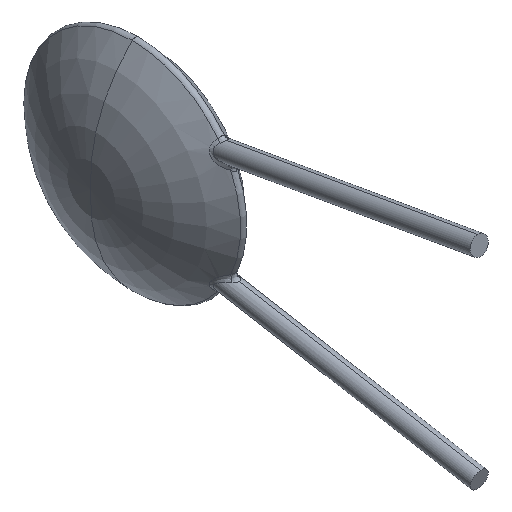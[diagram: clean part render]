
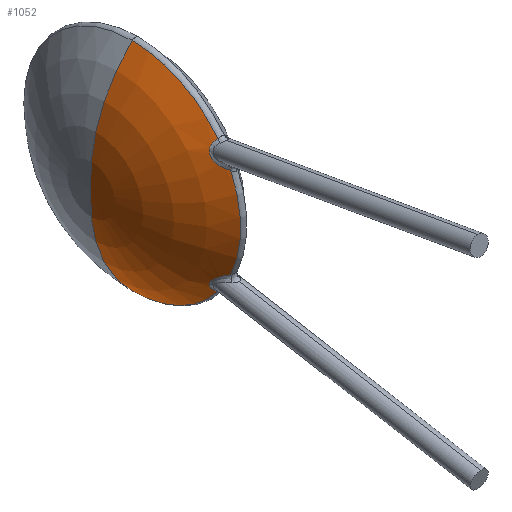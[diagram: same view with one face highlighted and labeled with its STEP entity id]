
A CAD part, isometric view. The second image highlights one B-rep face of the part: STEP entity #1052.
In plain terms, the highlighted toroidal (fillet/blend) face has major radius 0.213 mm and minor radius 3.099 mm.
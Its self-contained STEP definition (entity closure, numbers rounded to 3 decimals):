
#15 = CIRCLE ( 'NONE', #184, 2.434 ) ;
#70 = CARTESIAN_POINT ( 'NONE',  ( -0.07, -2.212, 1.016 ) ) ;
#75 = DIRECTION ( 'NONE',  ( 0., 0., -1. ) ) ;
#76 = CARTESIAN_POINT ( 'NONE',  ( -0.197, -2.02, -1.108 ) ) ;
#81 = CARTESIAN_POINT ( 'NONE',  ( 2.091, 0., -0.214 ) ) ;
#110 = EDGE_LOOP ( 'NONE', ( #1375, #1319, #852, #791, #816, #410, #1141 ) ) ;
#126 = EDGE_CURVE ( 'NONE', #672, #1279, #922, .T. ) ;
#142 = VERTEX_POINT ( 'NONE', #1069 ) ;
#174 = CARTESIAN_POINT ( 'NONE',  ( -0.115, -1.893, -1.459 ) ) ;
#177 = CARTESIAN_POINT ( 'NONE',  ( -0.217, -1.973, 1.146 ) ) ;
#184 = AXIS2_PLACEMENT_3D ( 'NONE', #890, #495, #1341 ) ;
#195 = DIRECTION ( 'NONE',  ( -1., 0., 0. ) ) ;
#255 = DIRECTION ( 'NONE',  ( 0., 0., 1. ) ) ;
#278 = CARTESIAN_POINT ( 'NONE',  ( -0.109, -2.165, 1.028 ) ) ;
#285 = CARTESIAN_POINT ( 'NONE',  ( -0.197, -2.02, 1.108 ) ) ;
#286 = CARTESIAN_POINT ( 'NONE',  ( -0.217, -1.973, -1.146 ) ) ;
#293 = DIRECTION ( 'NONE',  ( -1., 0., 0. ) ) ;
#332 = DIRECTION ( 'NONE',  ( 0., -1., 0. ) ) ;
#348 = CARTESIAN_POINT ( 'NONE',  ( 2.091, 0., 0.214 ) ) ;
#388 = CARTESIAN_POINT ( 'NONE',  ( -0.07, 0., 2.434 ) ) ;
#408 = EDGE_CURVE ( 'NONE', #582, #553, #15, .T. ) ;
#410 = ORIENTED_EDGE ( 'NONE', *, *, #1365, .T. ) ;
#412 = CARTESIAN_POINT ( 'NONE',  ( -0.07, -2.212, -1.016 ) ) ;
#444 = CARTESIAN_POINT ( 'NONE',  ( -0.07, -2.212, -1.016 ) ) ;
#451 = B_SPLINE_CURVE_WITH_KNOTS ( 'NONE', 3,
 ( #1241, #174, #706, #810, #1011, #286, #76, #1016, #516, #412 ),
 .UNSPECIFIED., .F., .F.,
 ( 4, 2, 2, 2, 4 ),
 ( 0., 0., 0., 0.001, 0.001 ),
 .UNSPECIFIED. ) ;
#481 = AXIS2_PLACEMENT_3D ( 'NONE', #348, #332, #1071 ) ;
#488 = FACE_OUTER_BOUND ( 'NONE', #110, .T. ) ;
#489 = CARTESIAN_POINT ( 'NONE',  ( -0.23, -1.896, 1.243 ) ) ;
#495 = DIRECTION ( 'NONE',  ( -1., 0., 0. ) ) ;
#506 = EDGE_CURVE ( 'NONE', #600, #142, #1037, .T. ) ;
#516 = CARTESIAN_POINT ( 'NONE',  ( -0.109, -2.165, -1.028 ) ) ;
#553 = VERTEX_POINT ( 'NONE', #1035 ) ;
#582 = VERTEX_POINT ( 'NONE', #444 ) ;
#600 = VERTEX_POINT ( 'NONE', #776 ) ;
#603 = CARTESIAN_POINT ( 'NONE',  ( -0.115, -1.893, 1.459 ) ) ;
#608 = DIRECTION ( 'NONE',  ( 0., 0., 1. ) ) ;
#612 = AXIS2_PLACEMENT_3D ( 'NONE', #932, #195, #823 ) ;
#672 = VERTEX_POINT ( 'NONE', #388 ) ;
#684 = EDGE_CURVE ( 'NONE', #553, #1166, #873, .T. ) ;
#693 = DIRECTION ( 'NONE',  ( -1., 0., 0. ) ) ;
#706 = CARTESIAN_POINT ( 'NONE',  ( -0.159, -1.869, -1.416 ) ) ;
#776 = CARTESIAN_POINT ( 'NONE',  ( -0.07, 0., -2.434 ) ) ;
#791 = ORIENTED_EDGE ( 'NONE', *, *, #408, .T. ) ;
#806 = CARTESIAN_POINT ( 'NONE',  ( 2.091, 0., 0. ) ) ;
#808 = CARTESIAN_POINT ( 'NONE',  ( -0.142, -2.117, 1.049 ) ) ;
#810 = CARTESIAN_POINT ( 'NONE',  ( -0.219, -1.869, -1.306 ) ) ;
#816 = ORIENTED_EDGE ( 'NONE', *, *, #684, .T. ) ;
#823 = DIRECTION ( 'NONE',  ( 0., 0., -1. ) ) ;
#832 = EDGE_CURVE ( 'NONE', #142, #582, #451, .T. ) ;
#852 = ORIENTED_EDGE ( 'NONE', *, *, #832, .T. ) ;
#873 = B_SPLINE_CURVE_WITH_KNOTS ( 'NONE', 3,
 ( #70, #278, #808, #285, #177, #489, #1238, #907, #603, #1127 ),
 .UNSPECIFIED., .F., .F.,
 ( 4, 2, 2, 2, 4 ),
 ( 0., 0., 0., 0.001, 0.001 ),
 .UNSPECIFIED. ) ;
#890 = CARTESIAN_POINT ( 'NONE',  ( -0.07, 0., 0. ) ) ;
#907 = CARTESIAN_POINT ( 'NONE',  ( -0.159, -1.869, 1.416 ) ) ;
#922 = CIRCLE ( 'NONE', #481, 3.099 ) ;
#930 = CIRCLE ( 'NONE', #1262, 3.099 ) ;
#932 = CARTESIAN_POINT ( 'NONE',  ( -0.07, 0., 0. ) ) ;
#947 = AXIS2_PLACEMENT_3D ( 'NONE', #1350, #293, #75 ) ;
#1011 = CARTESIAN_POINT ( 'NONE',  ( -0.23, -1.896, -1.244 ) ) ;
#1016 = CARTESIAN_POINT ( 'NONE',  ( -0.143, -2.116, -1.049 ) ) ;
#1027 = AXIS2_PLACEMENT_3D ( 'NONE', #806, #693, #255 ) ;
#1035 = CARTESIAN_POINT ( 'NONE',  ( -0.07, -2.212, 1.016 ) ) ;
#1037 = CIRCLE ( 'NONE', #612, 2.434 ) ;
#1052 = ADVANCED_FACE ( 'NONE', ( #488 ), #1339, .T. ) ;
#1069 = CARTESIAN_POINT ( 'NONE',  ( -0.07, -1.925, -1.489 ) ) ;
#1071 = DIRECTION ( 'NONE',  ( 0., 0., -1. ) ) ;
#1127 = CARTESIAN_POINT ( 'NONE',  ( -0.07, -1.925, 1.489 ) ) ;
#1141 = ORIENTED_EDGE ( 'NONE', *, *, #126, .T. ) ;
#1166 = VERTEX_POINT ( 'NONE', #1306 ) ;
#1168 = CIRCLE ( 'NONE', #947, 2.434 ) ;
#1206 = CARTESIAN_POINT ( 'NONE',  ( -1., 0., 0. ) ) ;
#1238 = CARTESIAN_POINT ( 'NONE',  ( -0.219, -1.869, 1.305 ) ) ;
#1241 = CARTESIAN_POINT ( 'NONE',  ( -0.07, -1.925, -1.489 ) ) ;
#1246 = DIRECTION ( 'NONE',  ( 0., 1., 0. ) ) ;
#1262 = AXIS2_PLACEMENT_3D ( 'NONE', #81, #1246, #608 ) ;
#1279 = VERTEX_POINT ( 'NONE', #1206 ) ;
#1306 = CARTESIAN_POINT ( 'NONE',  ( -0.07, -1.925, 1.489 ) ) ;
#1319 = ORIENTED_EDGE ( 'NONE', *, *, #506, .T. ) ;
#1339 = TOROIDAL_SURFACE ( 'NONE', #1027, 0.214, 3.099 ) ;
#1341 = DIRECTION ( 'NONE',  ( 0., 0., -1. ) ) ;
#1350 = CARTESIAN_POINT ( 'NONE',  ( -0.07, 0., 0. ) ) ;
#1360 = EDGE_CURVE ( 'NONE', #600, #1279, #930, .T. ) ;
#1365 = EDGE_CURVE ( 'NONE', #1166, #672, #1168, .T. ) ;
#1375 = ORIENTED_EDGE ( 'NONE', *, *, #1360, .F. ) ;
